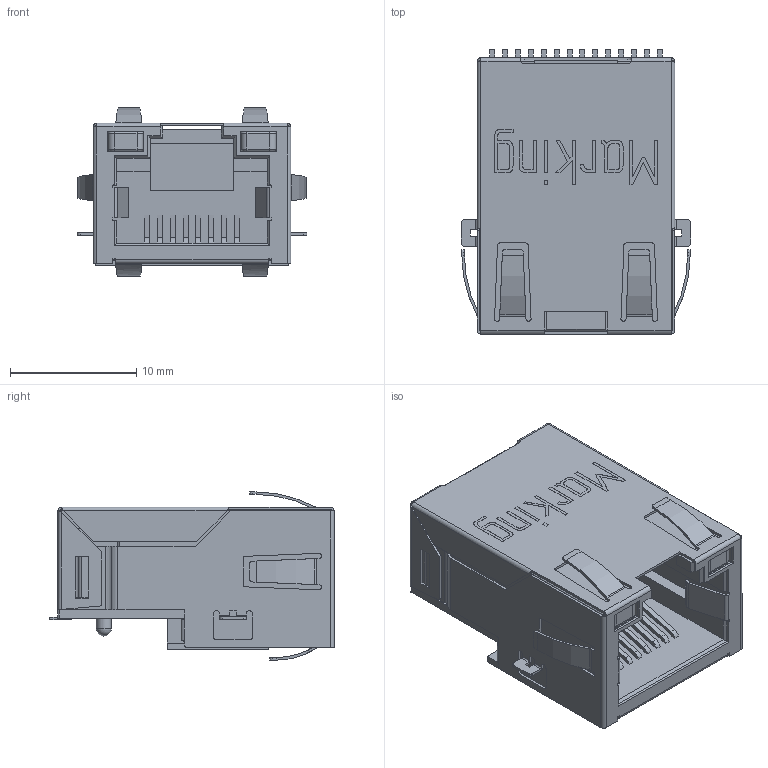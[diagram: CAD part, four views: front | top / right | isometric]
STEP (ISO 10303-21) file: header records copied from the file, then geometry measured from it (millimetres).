
FILE_DESCRIPTION(/* description */ ('Unknown'),/* implementation_level */ '2;1');
FILE_NAME(/* name */ 'T_Wurth_WE-RJ45LAN_7498111120AR',/* time_stamp */ '2025-08-21T11:06:54+08:00',/* author */ ('Unknown'),/* organization */ ('Unknown'),/* preprocessor_version */ 'ST-DEVELOPER v19.4',/* originating_system */ 'Solid Edge',/* authorisation */ 'Unknown');
FILE_SCHEMA (('AUTOMOTIVE_DESIGN {1 0 10303 214 3 1 1}'));
Length unit declared in the file: millimetre
Products named in the file (2): T_Wurth_WE-RJ45LAN_7498111120AR
Assembly tree (1 placements, depth 2):
  T_Wurth_WE-RJ45LAN_7498111120AR
    T_Wurth_WE-RJ45LAN_7498111120AR
Bounding box: 18.15 x 22.48 x 13.3 mm (x, y, z)
Volume: 2039.2 mm3; surface area: 4512.3 mm2
Topology: 4 solids, 4 shells, 947 faces, 2601 edges, 1672 vertices
Faces by surface type: plane 635, cylinder 257, bspline 36, torus 8, sphere 6, cone 5
Full cylindrical faces by diameter (mm): 1.2 x2
Entity records: 33167 total; most frequent: CARTESIAN_POINT 6402, ORIENTED_EDGE 5174, DIRECTION 4663, EDGE_CURVE 2587, LINE 1901, VECTOR 1901, VERTEX_POINT 1668, AXIS2_PLACEMENT_3D 1381
